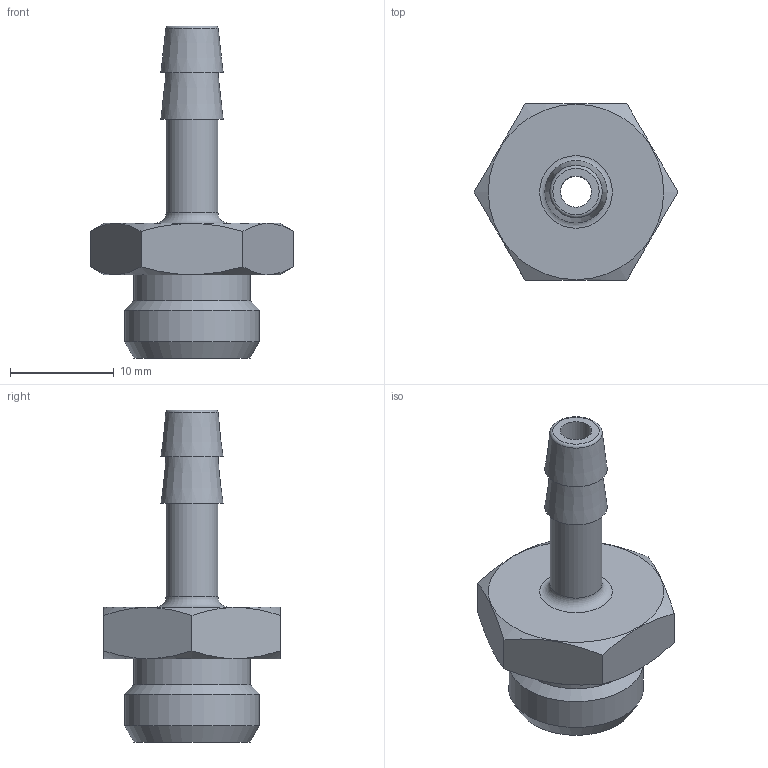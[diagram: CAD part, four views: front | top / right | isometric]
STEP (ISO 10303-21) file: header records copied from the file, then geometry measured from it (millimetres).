
FILE_DESCRIPTION(( 'RA.30A06.14.STP' ), '1');
FILE_NAME( 'RA.30A06.14.STP', '2018-11-09T15:47:21',( 'Sopra'),('sopra-pneumatic.com'), 'SwSTEP 2.0','SolidWorks 2009','' );
FILE_SCHEMA (('AUTOMOTIVE_DESIGN {1 0 10303 214 3 1 1}'));
Length unit declared in the file: millimetre
Products named in the file (1): PG265146
Bounding box: 19.63 x 17 x 32 mm (x, y, z)
Volume: 1850.1 mm3; surface area: 1893.7 mm2
Topology: 1 solids, 1 shells, 29 faces, 61 edges, 39 vertices
Faces by surface type: plane 13, cone 9, cylinder 5, torus 2
Full cylindrical faces by diameter (mm): 3 x1, 5 x1, 8 x1, 11.2 x1, 13 x1
Entity records: 1195 total; most frequent: CARTESIAN_POINT 440, DIRECTION 110, ORIENTED_EDGE 80, EDGE_LOOP 52, FACE_BOUND 52, AXIS2_PLACEMENT_3D 52, EDGE_CURVE 40, VERTEX_POINT 34
